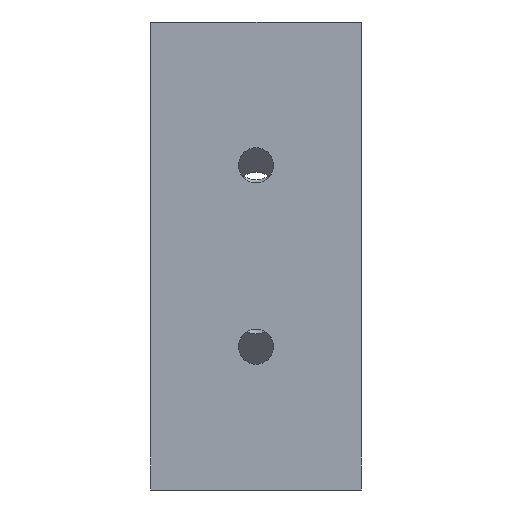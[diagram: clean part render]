
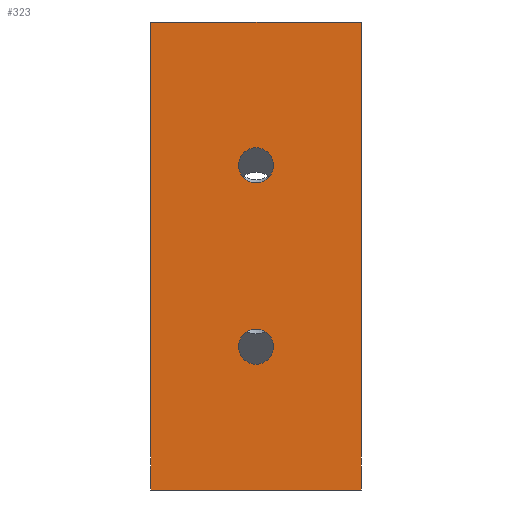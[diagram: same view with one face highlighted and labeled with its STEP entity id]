
A CAD part, left-side view. The second image highlights one B-rep face of the part: STEP entity #323.
In plain terms, the highlighted planar face has unit normal (-1, 0, 0).
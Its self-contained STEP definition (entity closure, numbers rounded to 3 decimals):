
#22=FACE_BOUND('',#73,.T.);
#23=FACE_BOUND('',#74,.T.);
#33=PLANE('',#365);
#49=FACE_OUTER_BOUND('',#72,.T.);
#72=EDGE_LOOP('',(#287,#288,#289,#290));
#73=EDGE_LOOP('',(#291));
#74=EDGE_LOOP('',(#292));
#88=LINE('',#503,#118);
#96=LINE('',#520,#126);
#103=LINE('',#535,#133);
#106=LINE('',#540,#136);
#118=VECTOR('',#416,10.);
#126=VECTOR('',#430,10.);
#133=VECTOR('',#445,10.);
#136=VECTOR('',#452,10.);
#141=CIRCLE('',#346,3.);
#143=CIRCLE('',#349,3.);
#153=VERTEX_POINT('',#469);
#155=VERTEX_POINT('',#475);
#165=VERTEX_POINT('',#500);
#166=VERTEX_POINT('',#502);
#172=VERTEX_POINT('',#518);
#176=VERTEX_POINT('',#534);
#183=EDGE_CURVE('',#153,#153,#141,.T.);
#186=EDGE_CURVE('',#155,#155,#143,.T.);
#199=EDGE_CURVE('',#166,#165,#88,.T.);
#208=EDGE_CURVE('',#165,#172,#96,.T.);
#215=EDGE_CURVE('',#166,#176,#103,.T.);
#218=EDGE_CURVE('',#176,#172,#106,.T.);
#287=ORIENTED_EDGE('',*,*,#199,.T.);
#288=ORIENTED_EDGE('',*,*,#208,.T.);
#289=ORIENTED_EDGE('',*,*,#218,.F.);
#290=ORIENTED_EDGE('',*,*,#215,.F.);
#291=ORIENTED_EDGE('',*,*,#183,.T.);
#292=ORIENTED_EDGE('',*,*,#186,.T.);
#323=ADVANCED_FACE('',(#49,#22,#23),#33,.T.);
#346=AXIS2_PLACEMENT_3D('',#470,#385,#386);
#349=AXIS2_PLACEMENT_3D('',#476,#392,#393);
#365=AXIS2_PLACEMENT_3D('',#539,#450,#451);
#385=DIRECTION('center_axis',(1.,0.,0.));
#386=DIRECTION('ref_axis',(0.,-1.,0.));
#392=DIRECTION('center_axis',(1.,0.,0.));
#393=DIRECTION('ref_axis',(0.,-1.,0.));
#416=DIRECTION('',(0.,0.,1.));
#430=DIRECTION('',(0.,1.,0.));
#445=DIRECTION('',(0.,1.,0.));
#450=DIRECTION('center_axis',(-1.,0.,0.));
#451=DIRECTION('ref_axis',(0.,0.,1.));
#452=DIRECTION('',(0.,0.,1.));
#469=CARTESIAN_POINT('',(0.,21.,55.5));
#470=CARTESIAN_POINT('Origin',(0.,18.,55.5));
#475=CARTESIAN_POINT('',(0.,21.,24.5));
#476=CARTESIAN_POINT('Origin',(0.,18.,24.5));
#500=CARTESIAN_POINT('',(0.,0.,80.));
#502=CARTESIAN_POINT('',(0.,0.,0.));
#503=CARTESIAN_POINT('',(0.,0.,0.));
#518=CARTESIAN_POINT('',(0.,36.,80.));
#520=CARTESIAN_POINT('',(0.,0.,80.));
#534=CARTESIAN_POINT('',(0.,36.,0.));
#535=CARTESIAN_POINT('',(0.,0.,0.));
#539=CARTESIAN_POINT('Origin',(0.,0.,0.));
#540=CARTESIAN_POINT('',(0.,36.,0.));
